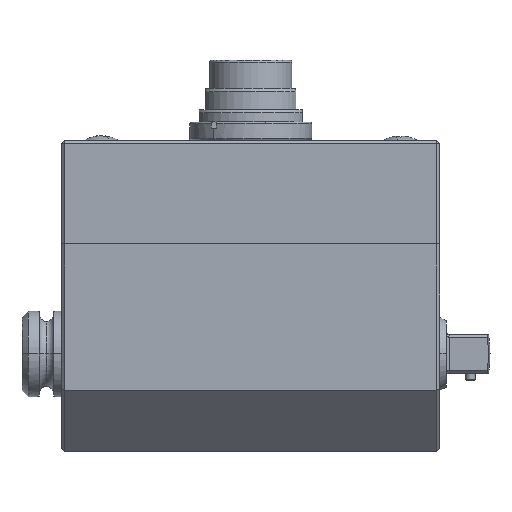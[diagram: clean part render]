
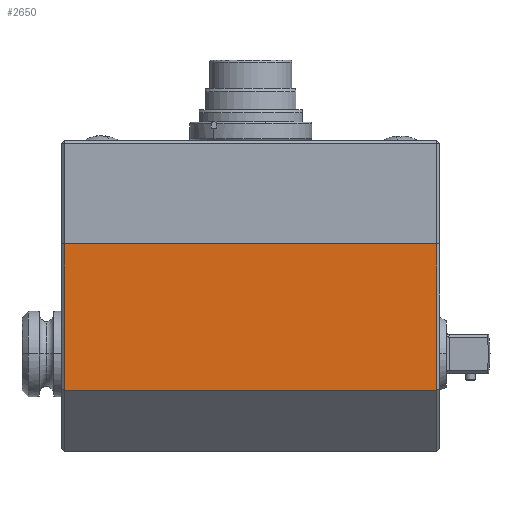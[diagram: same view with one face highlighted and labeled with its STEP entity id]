
A CAD part, top view. The second image highlights one B-rep face of the part: STEP entity #2650.
In plain terms, the highlighted planar face has unit normal (0, 0, 1).
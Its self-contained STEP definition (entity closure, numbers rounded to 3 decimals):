
#447 = LINE ( 'NONE', #10576, #8029 ) ;
#491 = VECTOR ( 'NONE', #593, 1000. ) ;
#527 = DIRECTION ( 'NONE',  ( 1., 0., 0. ) ) ;
#593 = DIRECTION ( 'NONE',  ( 1., 0., 0. ) ) ;
#661 = AXIS2_PLACEMENT_3D ( 'NONE', #6363, #8435, #2477 ) ;
#819 = VERTEX_POINT ( 'NONE', #2948 ) ;
#824 = ORIENTED_EDGE ( 'NONE', *, *, #8228, .T. ) ;
#897 = CARTESIAN_POINT ( 'NONE',  ( 7., 18., 16. ) ) ;
#1558 = EDGE_CURVE ( 'NONE', #9932, #10694, #447, .T. ) ;
#1946 = CARTESIAN_POINT ( 'NONE',  ( 68., -6., 16. ) ) ;
#2477 = DIRECTION ( 'NONE',  ( 0., -1., 0. ) ) ;
#2650 = ADVANCED_FACE ( 'NONE', ( #12550 ), #7405, .T. ) ;
#2948 = CARTESIAN_POINT ( 'NONE',  ( 7., -6., 16. ) ) ;
#3638 = VECTOR ( 'NONE', #527, 1000. ) ;
#4281 = EDGE_CURVE ( 'NONE', #8749, #10694, #5727, .T. ) ;
#4420 = ORIENTED_EDGE ( 'NONE', *, *, #1558, .T. ) ;
#5053 = EDGE_LOOP ( 'NONE', ( #6802, #4420, #12498, #824 ) ) ;
#5727 = LINE ( 'NONE', #12563, #491 ) ;
#6363 = CARTESIAN_POINT ( 'NONE',  ( 6.5, 18., 16. ) ) ;
#6441 = CARTESIAN_POINT ( 'NONE',  ( 6.5, -6., 16. ) ) ;
#6802 = ORIENTED_EDGE ( 'NONE', *, *, #10139, .T. ) ;
#7405 = PLANE ( 'NONE',  #661 ) ;
#7501 = CARTESIAN_POINT ( 'NONE',  ( 68., 18., 16. ) ) ;
#7672 = CARTESIAN_POINT ( 'NONE',  ( 7., -6., 16. ) ) ;
#7772 = LINE ( 'NONE', #7672, #12836 ) ;
#8029 = VECTOR ( 'NONE', #10405, 1000. ) ;
#8228 = EDGE_CURVE ( 'NONE', #8749, #819, #7772, .T. ) ;
#8435 = DIRECTION ( 'NONE',  ( 0., 0., 1. ) ) ;
#8710 = DIRECTION ( 'NONE',  ( 0., -1., 0. ) ) ;
#8749 = VERTEX_POINT ( 'NONE', #897 ) ;
#8968 = LINE ( 'NONE', #6441, #3638 ) ;
#9932 = VERTEX_POINT ( 'NONE', #1946 ) ;
#10139 = EDGE_CURVE ( 'NONE', #819, #9932, #8968, .T. ) ;
#10405 = DIRECTION ( 'NONE',  ( 0., 1., 0. ) ) ;
#10576 = CARTESIAN_POINT ( 'NONE',  ( 68., 18., 16. ) ) ;
#10694 = VERTEX_POINT ( 'NONE', #7501 ) ;
#12498 = ORIENTED_EDGE ( 'NONE', *, *, #4281, .F. ) ;
#12550 = FACE_OUTER_BOUND ( 'NONE', #5053, .T. ) ;
#12563 = CARTESIAN_POINT ( 'NONE',  ( 6.5, 18., 16. ) ) ;
#12836 = VECTOR ( 'NONE', #8710, 1000. ) ;
